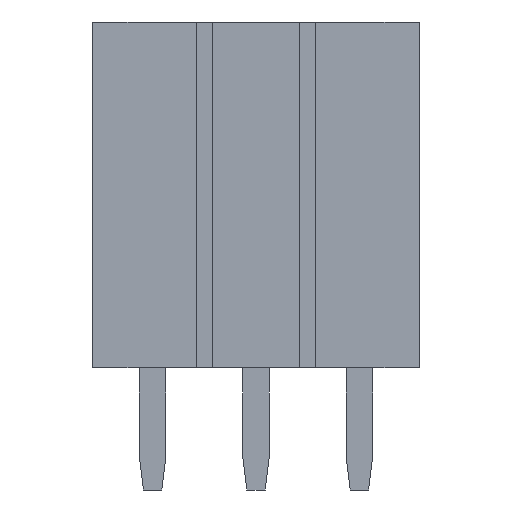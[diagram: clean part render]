
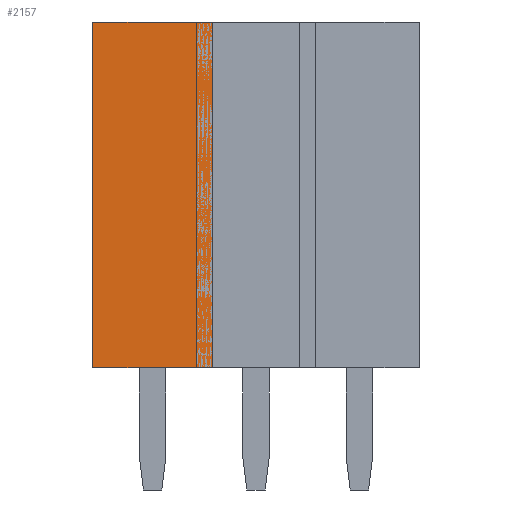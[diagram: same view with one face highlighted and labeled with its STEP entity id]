
A CAD part, front view. The second image highlights one B-rep face of the part: STEP entity #2157.
In plain terms, the highlighted face is planar.
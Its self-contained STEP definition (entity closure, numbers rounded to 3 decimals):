
#235=FACE_OUTER_BOUND('',#350,.T.);
#350=EDGE_LOOP('',(#1946,#1947,#1948,#1949));
#382=LINE('',#2972,#639);
#387=LINE('',#2981,#644);
#582=LINE('',#3456,#839);
#608=LINE('',#3508,#865);
#639=VECTOR('',#2381,10.);
#644=VECTOR('',#2388,10.56);
#839=VECTOR('',#2845,10.56);
#865=VECTOR('',#2895,8.5);
#891=VERTEX_POINT('',#2969);
#892=VERTEX_POINT('',#2971);
#895=VERTEX_POINT('',#2979);
#1044=VERTEX_POINT('',#3455);
#1088=EDGE_CURVE('',#892,#891,#382,.T.);
#1093=EDGE_CURVE('',#891,#895,#387,.T.);
#1332=EDGE_CURVE('',#892,#1044,#582,.T.);
#1358=EDGE_CURVE('',#1044,#895,#608,.T.);
#1946=ORIENTED_EDGE('',*,*,#1088,.T.);
#1947=ORIENTED_EDGE('',*,*,#1093,.T.);
#1948=ORIENTED_EDGE('',*,*,#1358,.F.);
#1949=ORIENTED_EDGE('',*,*,#1332,.F.);
#2047=PLANE('',#2326);
#2157=ADVANCED_FACE('',(#235),#2047,.T.);
#2326=AXIS2_PLACEMENT_3D('',#3507,#2893,#2894);
#2381=DIRECTION('',(0.,-1.,0.));
#2388=DIRECTION('',(1.,0.,0.));
#2845=DIRECTION('',(1.,0.,0.));
#2893=DIRECTION('center_axis',(0.,0.,1.));
#2894=DIRECTION('ref_axis',(1.,0.,0.));
#2895=DIRECTION('',(0.,-1.,0.));
#2969=CARTESIAN_POINT('',(-1.47,-8.5,1.25));
#2971=CARTESIAN_POINT('',(-1.47,0.,1.25));
#2972=CARTESIAN_POINT('',(-1.47,-2.95,1.25));
#2979=CARTESIAN_POINT('',(1.47,-8.5,1.25));
#2981=CARTESIAN_POINT('',(-9.09,-8.5,1.25));
#3455=CARTESIAN_POINT('',(1.47,0.,1.25));
#3456=CARTESIAN_POINT('',(-9.09,0.,1.25));
#3507=CARTESIAN_POINT('Origin',(-1.27,0.,1.25));
#3508=CARTESIAN_POINT('',(1.47,0.,1.25));
